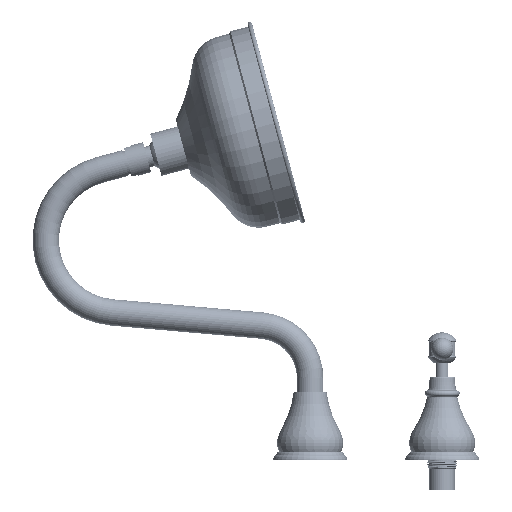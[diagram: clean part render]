
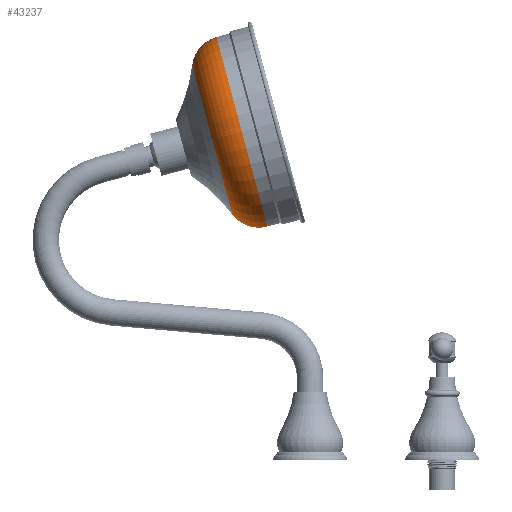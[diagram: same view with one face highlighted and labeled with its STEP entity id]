
A CAD part, left-side view. The second image highlights one B-rep face of the part: STEP entity #43237.
In plain terms, the highlighted toroidal (fillet/blend) face has major radius 49.25 mm and minor radius 25 mm.
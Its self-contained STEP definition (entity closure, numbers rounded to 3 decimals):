
#151 = CIRCLE ( 'NONE', #57747, 25. ) ;
#6366 = DIRECTION ( 'NONE',  ( 0., 0., 1. ) ) ;
#9780 = DIRECTION ( 'NONE',  ( 0., 1., 0. ) ) ;
#10491 = DIRECTION ( 'NONE',  ( 1., 0., 0. ) ) ;
#10651 = EDGE_LOOP ( 'NONE', ( #27410, #27992, #14912, #54665 ) ) ;
#11040 = CARTESIAN_POINT ( 'NONE',  ( 0., 28.63, 49.25 ) ) ;
#13437 = AXIS2_PLACEMENT_3D ( 'NONE', #56475, #9780, #56792 ) ;
#14912 = ORIENTED_EDGE ( 'NONE', *, *, #62387, .T. ) ;
#16505 = AXIS2_PLACEMENT_3D ( 'NONE', #56181, #10491, #30807 ) ;
#17675 = TOROIDAL_SURFACE ( 'NONE', #32588, 49.25, 25. ) ;
#17858 = DIRECTION ( 'NONE',  ( 0., 0., 1. ) ) ;
#18507 = DIRECTION ( 'NONE',  ( 0., 1., 0. ) ) ;
#18577 = CARTESIAN_POINT ( 'NONE',  ( 0., 51.775, 0. ) ) ;
#20691 = VERTEX_POINT ( 'NONE', #23253 ) ;
#21541 = FACE_OUTER_BOUND ( 'NONE', #10651, .T. ) ;
#22921 = DIRECTION ( 'NONE',  ( 0., 1., 0. ) ) ;
#22946 = CIRCLE ( 'NONE', #49602, 58.7 ) ;
#23253 = CARTESIAN_POINT ( 'NONE',  ( 0., 51.775, 58.7 ) ) ;
#23479 = CARTESIAN_POINT ( 'NONE',  ( 0., 28.63, -74.25 ) ) ;
#27410 = ORIENTED_EDGE ( 'NONE', *, *, #56734, .F. ) ;
#27992 = ORIENTED_EDGE ( 'NONE', *, *, #51357, .T. ) ;
#30807 = DIRECTION ( 'NONE',  ( 0., 0., -1. ) ) ;
#31355 = DIRECTION ( 'NONE',  ( -1., 0., 0. ) ) ;
#32588 = AXIS2_PLACEMENT_3D ( 'NONE', #39161, #18507, #17858 ) ;
#34237 = DIRECTION ( 'NONE',  ( 0., 0., 1. ) ) ;
#34837 = CARTESIAN_POINT ( 'NONE',  ( 0., 28.63, 74.25 ) ) ;
#36201 = VERTEX_POINT ( 'NONE', #61015 ) ;
#36830 = CIRCLE ( 'NONE', #13437, 74.25 ) ;
#39161 = CARTESIAN_POINT ( 'NONE',  ( 0., 28.63, 0. ) ) ;
#42611 = EDGE_CURVE ( 'NONE', #36201, #20691, #22946, .T. ) ;
#43237 = ADVANCED_FACE ( 'NONE', ( #21541 ), #17675, .T. ) ;
#45245 = CIRCLE ( 'NONE', #16505, 25. ) ;
#47844 = VERTEX_POINT ( 'NONE', #34837 ) ;
#49602 = AXIS2_PLACEMENT_3D ( 'NONE', #18577, #22921, #34237 ) ;
#51357 = EDGE_CURVE ( 'NONE', #60657, #47844, #36830, .T. ) ;
#54665 = ORIENTED_EDGE ( 'NONE', *, *, #42611, .F. ) ;
#56181 = CARTESIAN_POINT ( 'NONE',  ( 0., 28.63, -49.25 ) ) ;
#56475 = CARTESIAN_POINT ( 'NONE',  ( 0., 28.63, 0. ) ) ;
#56734 = EDGE_CURVE ( 'NONE', #60657, #36201, #45245, .T. ) ;
#56792 = DIRECTION ( 'NONE',  ( 0., 0., 1. ) ) ;
#57747 = AXIS2_PLACEMENT_3D ( 'NONE', #11040, #31355, #6366 ) ;
#60657 = VERTEX_POINT ( 'NONE', #23479 ) ;
#61015 = CARTESIAN_POINT ( 'NONE',  ( 0., 51.775, -58.7 ) ) ;
#62387 = EDGE_CURVE ( 'NONE', #47844, #20691, #151, .T. ) ;
